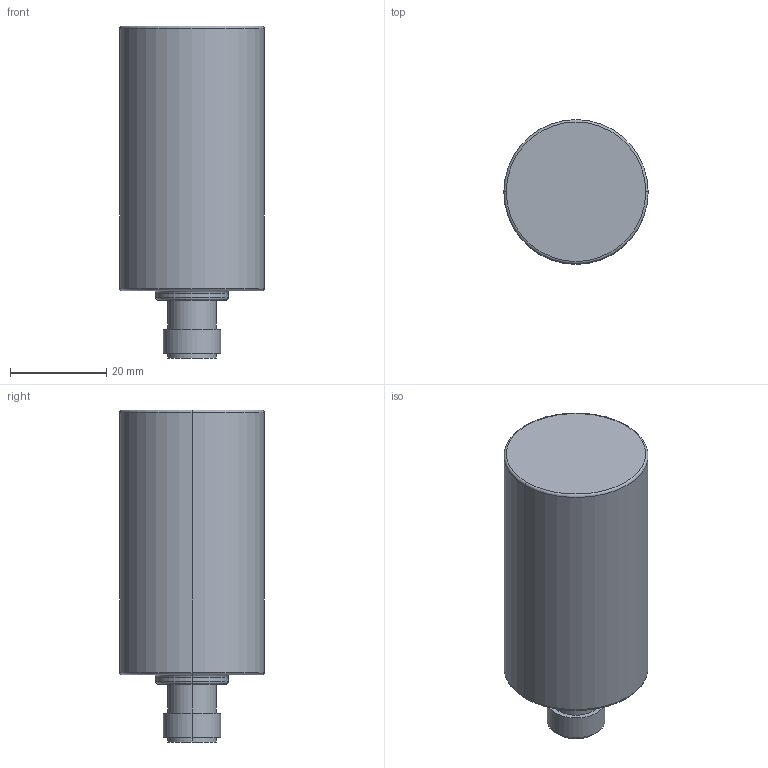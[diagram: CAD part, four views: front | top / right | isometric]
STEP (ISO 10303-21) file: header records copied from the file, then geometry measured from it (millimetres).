
FILE_DESCRIPTION((''),'2;1');
FILE_NAME('CAD1588_SW0002','2012-02-16T',('dhelisch'),(''),'PRO/ENGINEER BY PARAMETRIC TECHNOLOGY CORPORATION, 2007250','PRO/ENGINEER BY PARAMETRIC TECHNOLOGY CORPORATION, 2007250','');
FILE_SCHEMA(('CONFIG_CONTROL_DESIGN'));
Length unit declared in the file: millimetre
Products named in the file (1): CAD1588_SW0002
Bounding box: 30 x 30 x 69 mm (x, y, z)
Surface area: 7108.2 mm2 (no closed solid volume)
Topology: 0 solids, 1 shells, 24 faces, 97 edges, 130 vertices
Faces by surface type: cylinder 10, torus 8, plane 6
Entity records: 1380 total; most frequent: DIRECTION 199, CARTESIAN_POINT 150, ORIENTED_EDGE 92, AXIS2_PLACEMENT_3D 77, PRESENTATION_STYLE_ASSIGNMENT 76, STYLED_ITEM 76, COLOUR_RGB 68, CURVE_STYLE 52
